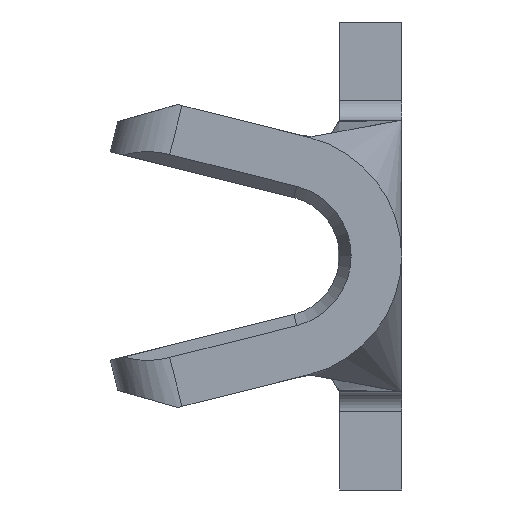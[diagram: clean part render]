
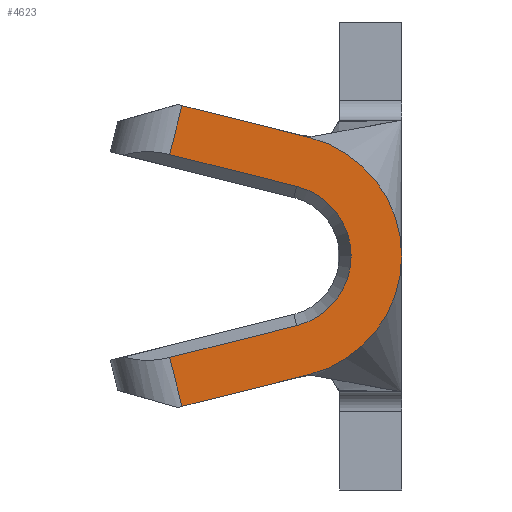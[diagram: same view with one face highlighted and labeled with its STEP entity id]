
A CAD part, left-side view. The second image highlights one B-rep face of the part: STEP entity #4623.
In plain terms, the highlighted planar face has unit normal (-1, 0, 0).
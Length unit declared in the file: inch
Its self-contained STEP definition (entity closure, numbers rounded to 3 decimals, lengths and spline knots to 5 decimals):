
#68 = CARTESIAN_POINT ( 'NONE',  ( -0.425, 0.05404, -0.0359 ) ) ;
#70 = DIRECTION ( 'NONE',  ( 1., 0., 0. ) ) ;
#91 = DIRECTION ( 'NONE',  ( 0., 0., -1. ) ) ;
#119 = VERTEX_POINT ( 'NONE', #3223 ) ;
#132 = ORIENTED_EDGE ( 'NONE', *, *, #456, .F. ) ;
#142 = DIRECTION ( 'NONE',  ( 0., -0.97, -0.242 ) ) ;
#178 = CARTESIAN_POINT ( 'NONE',  ( -0.425, 0.11944, -0.05222 ) ) ;
#290 = LINE ( 'NONE', #3905, #4066 ) ;
#456 = EDGE_CURVE ( 'NONE', #5178, #2456, #290, .T. ) ;
#497 = EDGE_CURVE ( 'NONE', #3888, #5178, #3807, .T. ) ;
#629 = DIRECTION ( 'NONE',  ( 0., 0.97, -0.242 ) ) ;
#779 = VECTOR ( 'NONE', #1665, 39.37008 ) ;
#907 = CARTESIAN_POINT ( 'NONE',  ( -0.425, 0.11944, 0.05222 ) ) ;
#932 = VECTOR ( 'NONE', #1691, 39.37008 ) ;
#1134 = CARTESIAN_POINT ( 'NONE',  ( -0.425, 0.1284, 0.01632 ) ) ;
#1194 = DIRECTION ( 'NONE',  ( 0., -0.97, -0.242 ) ) ;
#1214 = CARTESIAN_POINT ( 'NONE',  ( -0.425, 0.05404, 0.0359 ) ) ;
#1380 = AXIS2_PLACEMENT_3D ( 'NONE', #4010, #70, #3587 ) ;
#1426 = ORIENTED_EDGE ( 'NONE', *, *, #4279, .F. ) ;
#1496 = AXIS2_PLACEMENT_3D ( 'NONE', #5751, #3121, #91 ) ;
#1553 = CARTESIAN_POINT ( 'NONE',  ( -0.425, 0.05404, 0.0359 ) ) ;
#1625 = CARTESIAN_POINT ( 'NONE',  ( -0.425, 0.04775, 0.06113 ) ) ;
#1665 = DIRECTION ( 'NONE',  ( 0., 0.242, -0.97 ) ) ;
#1691 = DIRECTION ( 'NONE',  ( 0., -0.242, -0.97 ) ) ;
#1743 = VERTEX_POINT ( 'NONE', #1553 ) ;
#1987 = VECTOR ( 'NONE', #629, 39.37008 ) ;
#2142 = FACE_OUTER_BOUND ( 'NONE', #5511, .T. ) ;
#2150 = CIRCLE ( 'NONE', #1496, 0.037 ) ;
#2315 = VERTEX_POINT ( 'NONE', #907 ) ;
#2456 = VERTEX_POINT ( 'NONE', #3741 ) ;
#2587 = CARTESIAN_POINT ( 'NONE',  ( -0.425, 0.05404, -0.0359 ) ) ;
#2645 = CARTESIAN_POINT ( 'NONE',  ( -0.425, 0.1284, -0.01632 ) ) ;
#2986 = AXIS2_PLACEMENT_3D ( 'NONE', #5259, #4770, #5313 ) ;
#3100 = PLANE ( 'NONE',  #1380 ) ;
#3121 = DIRECTION ( 'NONE',  ( 1., 0., 0. ) ) ;
#3223 = CARTESIAN_POINT ( 'NONE',  ( -0.425, 0.11314, 0.07745 ) ) ;
#3268 = LINE ( 'NONE', #68, #1987 ) ;
#3565 = VECTOR ( 'NONE', #1194, 39.37008 ) ;
#3587 = DIRECTION ( 'NONE',  ( 0., 0., -1. ) ) ;
#3741 = CARTESIAN_POINT ( 'NONE',  ( -0.425, 0.11314, -0.07745 ) ) ;
#3807 = CIRCLE ( 'NONE', #2986, 0.063 ) ;
#3888 = VERTEX_POINT ( 'NONE', #5208 ) ;
#3905 = CARTESIAN_POINT ( 'NONE',  ( -0.425, 0.04775, -0.06113 ) ) ;
#4010 = CARTESIAN_POINT ( 'NONE',  ( -0.425, 0.063, 0. ) ) ;
#4066 = VECTOR ( 'NONE', #5363, 39.37008 ) ;
#4279 = EDGE_CURVE ( 'NONE', #119, #3888, #5858, .T. ) ;
#4291 = EDGE_CURVE ( 'NONE', #2315, #1743, #4735, .T. ) ;
#4304 = EDGE_CURVE ( 'NONE', #119, #2315, #4595, .T. ) ;
#4307 = EDGE_CURVE ( 'NONE', #1743, #4788, #2150, .T. ) ;
#4312 = EDGE_CURVE ( 'NONE', #4788, #5228, #3268, .T. ) ;
#4322 = EDGE_CURVE ( 'NONE', #5228, #2456, #4453, .T. ) ;
#4453 = LINE ( 'NONE', #2645, #932 ) ;
#4518 = CARTESIAN_POINT ( 'NONE',  ( -0.425, 0.04775, -0.06113 ) ) ;
#4595 = LINE ( 'NONE', #1134, #779 ) ;
#4623 = ADVANCED_FACE ( 'NONE', ( #2142 ), #3100, .F. ) ;
#4735 = LINE ( 'NONE', #1214, #5729 ) ;
#4770 = DIRECTION ( 'NONE',  ( 1., 0., 0. ) ) ;
#4788 = VERTEX_POINT ( 'NONE', #2587 ) ;
#4906 = ORIENTED_EDGE ( 'NONE', *, *, #4307, .T. ) ;
#5090 = ORIENTED_EDGE ( 'NONE', *, *, #4291, .T. ) ;
#5119 = ORIENTED_EDGE ( 'NONE', *, *, #497, .F. ) ;
#5178 = VERTEX_POINT ( 'NONE', #4518 ) ;
#5208 = CARTESIAN_POINT ( 'NONE',  ( -0.425, 0.04775, 0.06113 ) ) ;
#5228 = VERTEX_POINT ( 'NONE', #178 ) ;
#5259 = CARTESIAN_POINT ( 'NONE',  ( -0.425, 0.063, 0. ) ) ;
#5313 = DIRECTION ( 'NONE',  ( 0., 0., -1. ) ) ;
#5326 = ORIENTED_EDGE ( 'NONE', *, *, #4322, .T. ) ;
#5363 = DIRECTION ( 'NONE',  ( 0., 0.97, -0.242 ) ) ;
#5511 = EDGE_LOOP ( 'NONE', ( #1426, #5682, #5090, #4906, #5783, #5326, #132, #5119 ) ) ;
#5682 = ORIENTED_EDGE ( 'NONE', *, *, #4304, .T. ) ;
#5729 = VECTOR ( 'NONE', #142, 39.37008 ) ;
#5751 = CARTESIAN_POINT ( 'NONE',  ( -0.425, 0.063, 0. ) ) ;
#5783 = ORIENTED_EDGE ( 'NONE', *, *, #4312, .T. ) ;
#5858 = LINE ( 'NONE', #1625, #3565 ) ;
